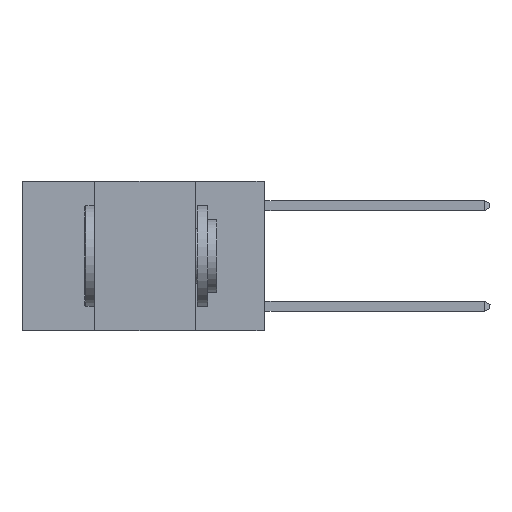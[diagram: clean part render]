
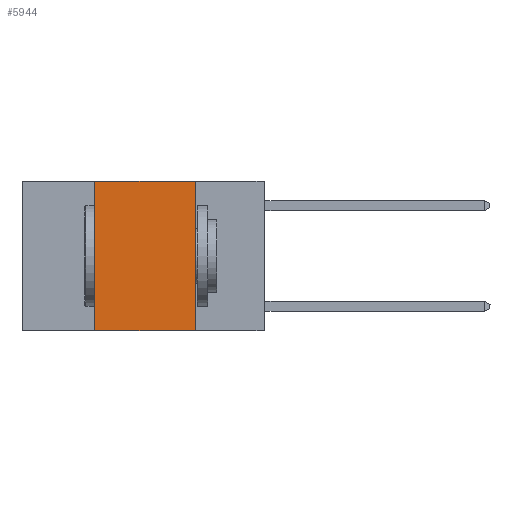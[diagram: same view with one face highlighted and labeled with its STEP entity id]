
A CAD part, left-side view. The second image highlights one B-rep face of the part: STEP entity #5944.
In plain terms, the highlighted planar face has unit normal (-1, 0, 0).
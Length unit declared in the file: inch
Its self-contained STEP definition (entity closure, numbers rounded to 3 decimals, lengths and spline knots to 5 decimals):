
#404 = LINE ( 'NONE', #20923, #22258 ) ;
#2914 = EDGE_CURVE ( 'NONE', #24834, #22585, #404, .T. ) ;
#3482 = VECTOR ( 'NONE', #10722, 39.37008 ) ;
#4148 = DIRECTION ( 'NONE',  ( 0., 0., -1. ) ) ;
#4222 = CARTESIAN_POINT ( 'NONE',  ( 0., 0.42, 0. ) ) ;
#4294 = CARTESIAN_POINT ( 'NONE',  ( 0., 0.6, -0.37 ) ) ;
#5416 = CARTESIAN_POINT ( 'NONE',  ( 0., 0.17, -0.37 ) ) ;
#5944 = ADVANCED_FACE ( 'NONE', ( #26971 ), #7667, .F. ) ;
#6759 = AXIS2_PLACEMENT_3D ( 'NONE', #26392, #9792, #24423 ) ;
#7667 = PLANE ( 'NONE',  #6759 ) ;
#8516 = DIRECTION ( 'NONE',  ( 0., 0., 1. ) ) ;
#9156 = LINE ( 'NONE', #4294, #3482 ) ;
#9792 = DIRECTION ( 'NONE',  ( 1., 0., 0. ) ) ;
#10722 = DIRECTION ( 'NONE',  ( 0., -1., 0. ) ) ;
#11519 = EDGE_CURVE ( 'NONE', #14530, #22585, #9156, .T. ) ;
#11828 = CARTESIAN_POINT ( 'NONE',  ( 0., 0.6, 0. ) ) ;
#12723 = LINE ( 'NONE', #11828, #23181 ) ;
#13546 = ORIENTED_EDGE ( 'NONE', *, *, #2914, .F. ) ;
#14530 = VERTEX_POINT ( 'NONE', #20661 ) ;
#16066 = DIRECTION ( 'NONE',  ( 0., -1., 0. ) ) ;
#17359 = EDGE_CURVE ( 'NONE', #14530, #22805, #26523, .T. ) ;
#18526 = CARTESIAN_POINT ( 'NONE',  ( 0., 0.17, 0. ) ) ;
#19115 = CARTESIAN_POINT ( 'NONE',  ( 0., 0.42, 0. ) ) ;
#19841 = EDGE_CURVE ( 'NONE', #22805, #24834, #12723, .T. ) ;
#20661 = CARTESIAN_POINT ( 'NONE',  ( 0., 0.42, -0.37 ) ) ;
#20923 = CARTESIAN_POINT ( 'NONE',  ( 0., 0.17, 0. ) ) ;
#21044 = VECTOR ( 'NONE', #8516, 39.37008 ) ;
#21398 = EDGE_LOOP ( 'NONE', ( #13546, #25013, #24595, #25927 ) ) ;
#22258 = VECTOR ( 'NONE', #4148, 39.37008 ) ;
#22585 = VERTEX_POINT ( 'NONE', #5416 ) ;
#22805 = VERTEX_POINT ( 'NONE', #19115 ) ;
#23181 = VECTOR ( 'NONE', #16066, 39.37008 ) ;
#24423 = DIRECTION ( 'NONE',  ( 0., 0., -1. ) ) ;
#24595 = ORIENTED_EDGE ( 'NONE', *, *, #17359, .F. ) ;
#24834 = VERTEX_POINT ( 'NONE', #18526 ) ;
#25013 = ORIENTED_EDGE ( 'NONE', *, *, #19841, .F. ) ;
#25927 = ORIENTED_EDGE ( 'NONE', *, *, #11519, .T. ) ;
#26392 = CARTESIAN_POINT ( 'NONE',  ( 0., 0.6, 0. ) ) ;
#26523 = LINE ( 'NONE', #4222, #21044 ) ;
#26971 = FACE_OUTER_BOUND ( 'NONE', #21398, .T. ) ;
